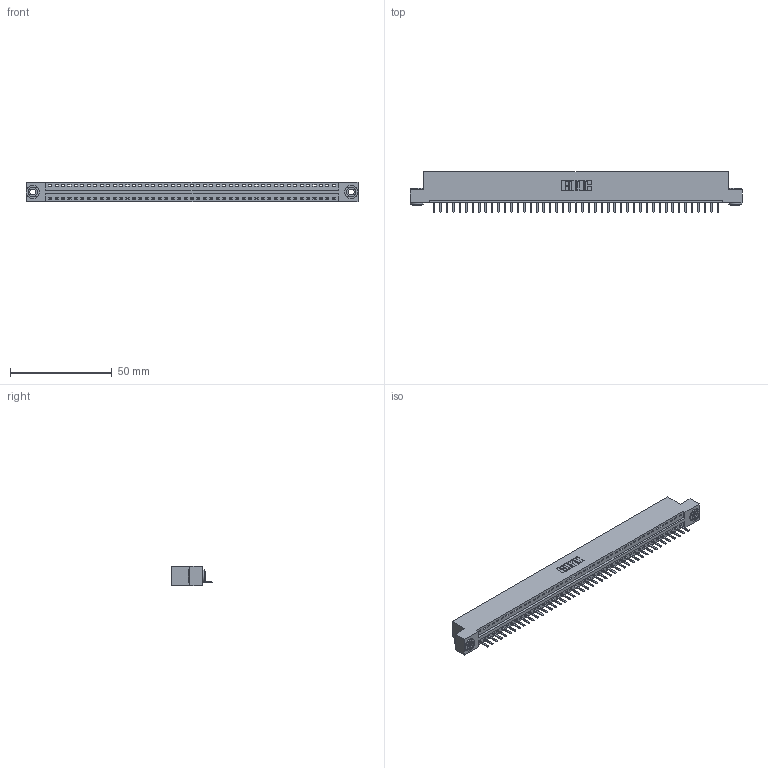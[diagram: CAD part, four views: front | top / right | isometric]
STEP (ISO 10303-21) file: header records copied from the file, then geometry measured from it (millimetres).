
FILE_DESCRIPTION (( 'STEP AP203' ), '1' );
FILE_NAME ('346-045-520-103.STEP', '2022-05-09T18:02:03', ( '' ), ( '' ), 'SwSTEP 2.0', 'SolidWorks 2020', '' );
FILE_SCHEMA (( 'CONFIG_CONTROL_DESIGN' ));
Length unit declared in the file: inch
Products named in the file (4): 346-045-520-103; 345-250-002_345-250-002-102; 345-292-001_345-293-120; 346 Part_Flush Mounting Lugs - 0.156 Dia-TH
Assembly tree (48 placements, depth 2):
  346-045-520-103
    346 Part_Flush Mounting Lugs - 0.156 Dia-TH
    345-292-001_345-293-120  x45
    345-250-002_345-250-002-102  x2
Bounding box: 163.45 x 20.02 x 9.4 mm (x, y, z)
Volume: 15538.2 mm3; surface area: 19272.5 mm2
Topology: 48 solids, 48 shells, 2964 faces, 8721 edges, 5690 vertices
Faces by surface type: plane 1990, cylinder 966, cone 8
Entity records: 28704 total; most frequent: CARTESIAN_POINT 4912, ORIENTED_EDGE 4870, DIRECTION 4347, EDGE_CURVE 2435, VECTOR 2095, LINE 2095, VERTEX_POINT 1618, AXIS2_PLACEMENT_3D 1126
